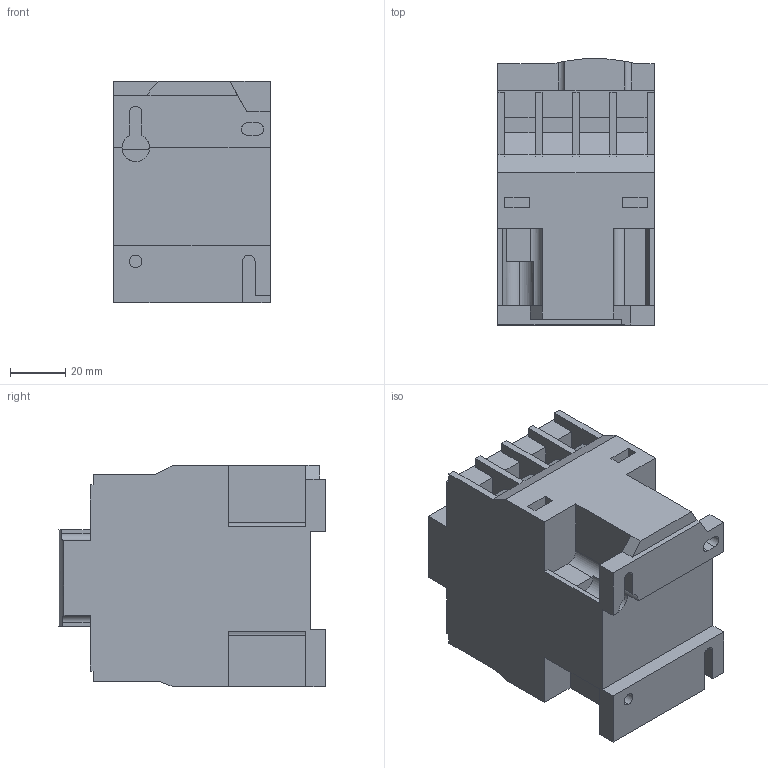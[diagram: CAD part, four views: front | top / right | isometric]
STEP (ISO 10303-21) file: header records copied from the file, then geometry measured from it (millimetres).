
FILE_DESCRIPTION (( 'STEP AP203' ), '1' );
FILE_NAME ('Êîíòàêòîð ÊÌÝ ìàëîãàáàðèòíûé 25À 380Â 1NO (ctr-s-25-380).STEP', '2020-09-17T06:47:26', ( '' ), ( '' ), 'SwSTEP 2.0', 'SolidWorks 2019', '' );
FILE_SCHEMA (( 'CONFIG_CONTROL_DESIGN' ));
Length unit declared in the file: millimetre
Products named in the file (1): Êîíòàêòîð ÊÌÝ ìàëîãàáàðèòíûé 25À  380Â 1NO (ctr-s-25-380)
Bounding box: 56.6 x 96.39 x 80 mm (x, y, z)
Volume: 321352.7 mm3; surface area: 45517.9 mm2
Topology: 1 solids, 1 shells, 205 faces, 570 edges, 376 vertices
Faces by surface type: plane 172, cylinder 33
Entity records: 6620 total; most frequent: CARTESIAN_POINT 1214, ORIENTED_EDGE 1140, DIRECTION 1047, EDGE_CURVE 570, VECTOR 497, LINE 497, VERTEX_POINT 376, AXIS2_PLACEMENT_3D 275
